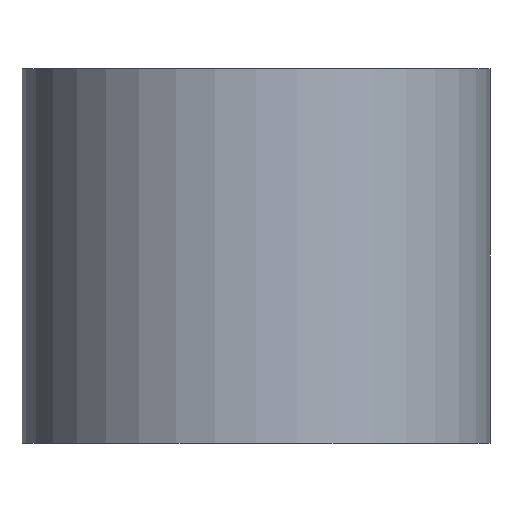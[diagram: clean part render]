
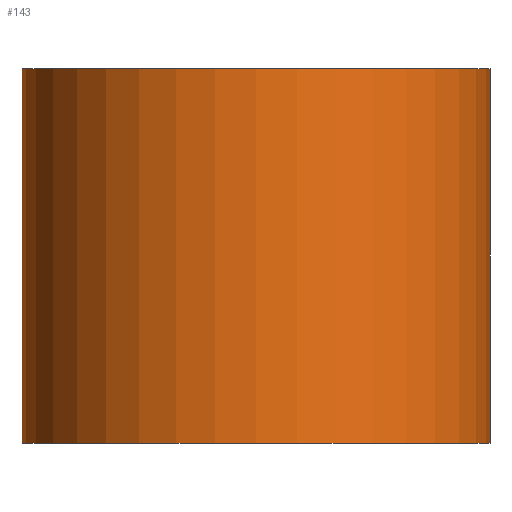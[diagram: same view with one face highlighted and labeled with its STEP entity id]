
A CAD part, front view. The second image highlights one B-rep face of the part: STEP entity #143.
In plain terms, the highlighted cylindrical face has radius 7.5 mm (diameter 15 mm), a full revolution.
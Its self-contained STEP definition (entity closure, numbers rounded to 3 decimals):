
#143=ADVANCED_FACE('',(#256,#258),#260,.T.);
#256=FACE_OUTER_BOUND('',#257,.T.);
#257=EDGE_LOOP('',(#329));
#258=FACE_OUTER_BOUND('',#259,.T.);
#259=EDGE_LOOP('',(#330));
#260=CYLINDRICAL_SURFACE('',#261,7.5);
#261=AXIS2_PLACEMENT_3D('',#262,#263,#264);
#262=CARTESIAN_POINT('',(0.,0.,0.));
#263=DIRECTION('',(0.,0.,1.));
#264=DIRECTION('',(-1.,0.,0.));
#329=ORIENTED_EDGE('',*,*,#337,.F.);
#330=ORIENTED_EDGE('',*,*,#358,.T.);
#337=EDGE_CURVE('',#365,#365,#366,.T.);
#358=EDGE_CURVE('',#401,#401,#402,.T.);
#365=VERTEX_POINT('',#417);
#366=CIRCLE('',#418,7.5);
#401=VERTEX_POINT('',#498);
#402=CIRCLE('',#499,7.5);
#417=CARTESIAN_POINT('',(-7.5,0.,12.));
#418=AXIS2_PLACEMENT_3D('',#419,#420,#421);
#419=CARTESIAN_POINT('',(0.,0.,12.));
#420=DIRECTION('',(0.,0.,1.));
#421=DIRECTION('',(-1.,0.,0.));
#498=CARTESIAN_POINT('',(-7.5,0.,0.));
#499=AXIS2_PLACEMENT_3D('',#500,#501,#502);
#500=CARTESIAN_POINT('',(0.,0.,0.));
#501=DIRECTION('',(0.,0.,1.));
#502=DIRECTION('',(-1.,0.,0.));
